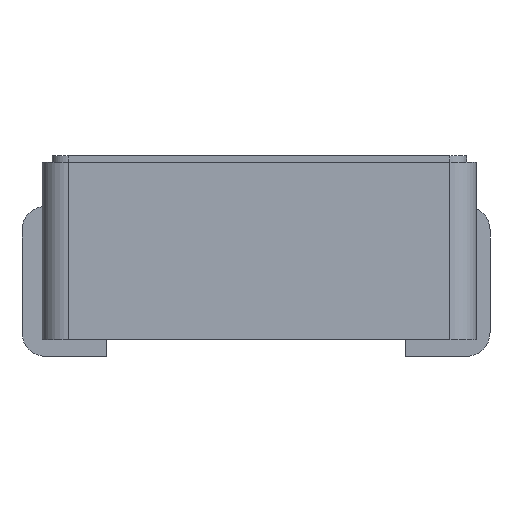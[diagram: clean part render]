
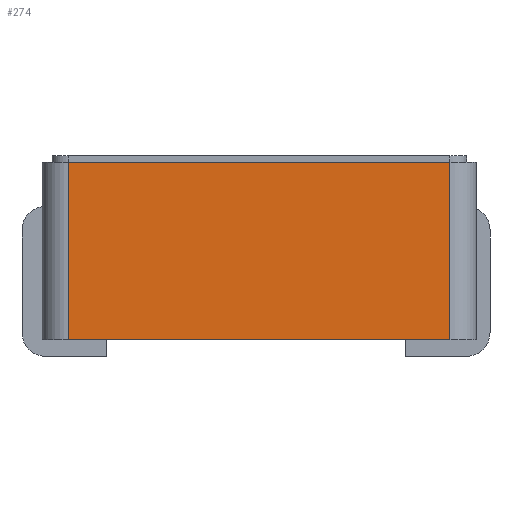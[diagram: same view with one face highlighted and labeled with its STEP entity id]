
A CAD part, front view. The second image highlights one B-rep face of the part: STEP entity #274.
In plain terms, the highlighted planar face has unit normal (0, -1, 0).
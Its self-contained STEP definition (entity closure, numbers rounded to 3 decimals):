
#274 = ADVANCED_FACE( '', ( #622 ), #623, .F. );
#622 = FACE_OUTER_BOUND( '', #1065, .T. );
#623 = PLANE( '', #1066 );
#1065 = EDGE_LOOP( '', ( #1785, #1786, #1787, #1788 ) );
#1066 = AXIS2_PLACEMENT_3D( '', #1789, #1790, #1791 );
#1785 = ORIENTED_EDGE( '', *, *, #3122, .T. );
#1786 = ORIENTED_EDGE( '', *, *, #3123, .T. );
#1787 = ORIENTED_EDGE( '', *, *, #3069, .T. );
#1788 = ORIENTED_EDGE( '', *, *, #3124, .T. );
#1789 = CARTESIAN_POINT( '', ( -3.25, -3.25, 2.75 ) );
#1790 = DIRECTION( '', ( 0., 1., 0. ) );
#1791 = DIRECTION( '', ( -1., 0., 0. ) );
#3069 = EDGE_CURVE( '', #3694, #3696, #3698, .T. );
#3122 = EDGE_CURVE( '', #3784, #3785, #3786, .F. );
#3123 = EDGE_CURVE( '', #3785, #3694, #3787, .T. );
#3124 = EDGE_CURVE( '', #3696, #3784, #3788, .T. );
#3694 = VERTEX_POINT( '', #4776 );
#3696 = VERTEX_POINT( '', #4778 );
#3698 = LINE( '', #4780, #4781 );
#3784 = VERTEX_POINT( '', #4925 );
#3785 = VERTEX_POINT( '', #4926 );
#3786 = LINE( '', #4927, #4928 );
#3787 = LINE( '', #4929, #4930 );
#3788 = LINE( '', #4931, #4932 );
#4776 = CARTESIAN_POINT( '', ( -2.85, -3.25, 2.65 ) );
#4778 = CARTESIAN_POINT( '', ( -2.85, -3.25, 0. ) );
#4780 = CARTESIAN_POINT( '', ( -2.85, -3.25, 2.75 ) );
#4781 = VECTOR( '', #5944, 1000. );
#4925 = CARTESIAN_POINT( '', ( 2.85, -3.25, 0. ) );
#4926 = CARTESIAN_POINT( '', ( 2.85, -3.25, 2.65 ) );
#4927 = CARTESIAN_POINT( '', ( 2.85, -3.25, 2.75 ) );
#4928 = VECTOR( '', #6003, 1000. );
#4929 = CARTESIAN_POINT( '', ( 2.85, -3.25, 2.65 ) );
#4930 = VECTOR( '', #6004, 1000. );
#4931 = CARTESIAN_POINT( '', ( -3.25, -3.25, 0. ) );
#4932 = VECTOR( '', #6005, 1000. );
#5944 = DIRECTION( '', ( 0., 0., -1. ) );
#6003 = DIRECTION( '', ( 0., 0., -1. ) );
#6004 = DIRECTION( '', ( -1., 0., 0. ) );
#6005 = DIRECTION( '', ( 1., 0., 0. ) );
